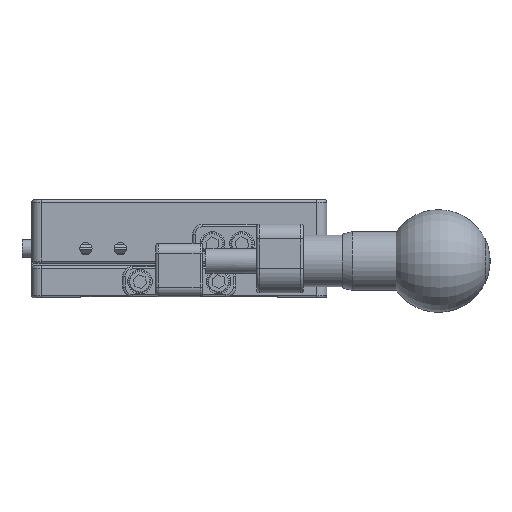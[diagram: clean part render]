
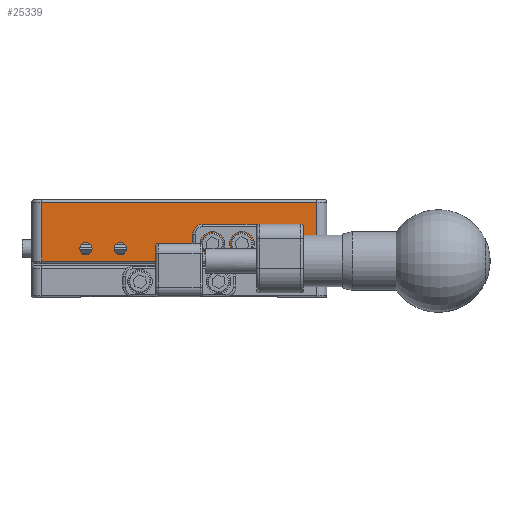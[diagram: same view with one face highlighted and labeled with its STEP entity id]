
A CAD part, left-side view. The second image highlights one B-rep face of the part: STEP entity #25339.
In plain terms, the highlighted planar face has unit normal (-1, 0, 0).
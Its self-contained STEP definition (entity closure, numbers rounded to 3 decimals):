
#11 = EDGE_CURVE ( 'NONE', #19241, #21450, #20669, .T. ) ;
#84 = EDGE_LOOP ( 'NONE', ( #23979 ) ) ;
#708 = DIRECTION ( 'NONE',  ( 0., 0., 1. ) ) ;
#726 = CARTESIAN_POINT ( 'NONE',  ( -30., -28., 7.5 ) ) ;
#770 = LINE ( 'NONE', #22681, #9518 ) ;
#1572 = AXIS2_PLACEMENT_3D ( 'NONE', #26003, #31960, #28980 ) ;
#2398 = CIRCLE ( 'NONE', #35563, 1.25 ) ;
#3793 = DIRECTION ( 'NONE',  ( 0., 0., 1. ) ) ;
#3921 = CARTESIAN_POINT ( 'NONE',  ( -30., 19., 10. ) ) ;
#4843 = CARTESIAN_POINT ( 'NONE',  ( -30., 28., 19.5 ) ) ;
#4988 = VECTOR ( 'NONE', #25545, 1000. ) ;
#5992 = VERTEX_POINT ( 'NONE', #25742 ) ;
#6966 = DIRECTION ( 'NONE',  ( 0., 0., 1. ) ) ;
#7179 = ORIENTED_EDGE ( 'NONE', *, *, #19412, .T. ) ;
#8108 = CARTESIAN_POINT ( 'NONE',  ( -30., -28., 7.5 ) ) ;
#8152 = DIRECTION ( 'NONE',  ( 0., 0., 1. ) ) ;
#8309 = ORIENTED_EDGE ( 'NONE', *, *, #24639, .F. ) ;
#8347 = AXIS2_PLACEMENT_3D ( 'NONE', #29299, #23202, #19966 ) ;
#8410 = EDGE_CURVE ( 'NONE', #29124, #29124, #37189, .T. ) ;
#8537 = CIRCLE ( 'NONE', #23224, 1.25 ) ;
#8674 = CARTESIAN_POINT ( 'NONE',  ( -30., 28., 7. ) ) ;
#8805 = EDGE_CURVE ( 'NONE', #34699, #19241, #16212, .T. ) ;
#9327 = DIRECTION ( 'NONE',  ( -1., 0., 0. ) ) ;
#9518 = VECTOR ( 'NONE', #16624, 1000. ) ;
#10318 = CARTESIAN_POINT ( 'NONE',  ( -30., -28., 19.5 ) ) ;
#10338 = CARTESIAN_POINT ( 'NONE',  ( -30., -23., 10. ) ) ;
#11520 = DIRECTION ( 'NONE',  ( 0., 0., -1. ) ) ;
#11718 = VERTEX_POINT ( 'NONE', #10318 ) ;
#12822 = DIRECTION ( 'NONE',  ( -1., 0., 0. ) ) ;
#12856 = EDGE_CURVE ( 'NONE', #21693, #21693, #23833, .T. ) ;
#13225 = CARTESIAN_POINT ( 'NONE',  ( -30., -16., 11.25 ) ) ;
#13323 = DIRECTION ( 'NONE',  ( -1., 0., 0. ) ) ;
#13616 = CARTESIAN_POINT ( 'NONE',  ( -30., 19., 11.25 ) ) ;
#13661 = FACE_OUTER_BOUND ( 'NONE', #14001, .T. ) ;
#14001 = EDGE_LOOP ( 'NONE', ( #33209, #21557, #7179, #27811 ) ) ;
#15527 = FACE_BOUND ( 'NONE', #29916, .T. ) ;
#15535 = EDGE_CURVE ( 'NONE', #26790, #26790, #2398, .T. ) ;
#16212 = LINE ( 'NONE', #8674, #35706 ) ;
#16438 = FACE_BOUND ( 'NONE', #17331, .T. ) ;
#16605 = VERTEX_POINT ( 'NONE', #17064 ) ;
#16624 = DIRECTION ( 'NONE',  ( 0., 1., 0. ) ) ;
#17051 = DIRECTION ( 'NONE',  ( -1., 0., 0. ) ) ;
#17064 = CARTESIAN_POINT ( 'NONE',  ( -30., -12.75, 12.25 ) ) ;
#17195 = ORIENTED_EDGE ( 'NONE', *, *, #34866, .F. ) ;
#17331 = EDGE_LOOP ( 'NONE', ( #28115 ) ) ;
#17673 = EDGE_LOOP ( 'NONE', ( #32949 ) ) ;
#18426 = AXIS2_PLACEMENT_3D ( 'NONE', #36265, #9327, #708 ) ;
#18532 = EDGE_CURVE ( 'NONE', #11718, #34699, #770, .T. ) ;
#18603 = CARTESIAN_POINT ( 'NONE',  ( -30., -16., 10. ) ) ;
#18703 = CARTESIAN_POINT ( 'NONE',  ( -30., -28., 7. ) ) ;
#18725 = FACE_BOUND ( 'NONE', #17673, .T. ) ;
#19241 = VERTEX_POINT ( 'NONE', #24138 ) ;
#19412 = EDGE_CURVE ( 'NONE', #21450, #11718, #30755, .T. ) ;
#19966 = DIRECTION ( 'NONE',  ( 0., -1., 0. ) ) ;
#20669 = LINE ( 'NONE', #8108, #4988 ) ;
#21450 = VERTEX_POINT ( 'NONE', #726 ) ;
#21502 = FACE_BOUND ( 'NONE', #84, .T. ) ;
#21557 = ORIENTED_EDGE ( 'NONE', *, *, #11, .T. ) ;
#21693 = VERTEX_POINT ( 'NONE', #36791 ) ;
#22681 = CARTESIAN_POINT ( 'NONE',  ( -30., 30., 19.5 ) ) ;
#23202 = DIRECTION ( 'NONE',  ( 1., 0., 0. ) ) ;
#23224 = AXIS2_PLACEMENT_3D ( 'NONE', #25602, #17051, #8152 ) ;
#23808 = FACE_BOUND ( 'NONE', #24632, .T. ) ;
#23833 = CIRCLE ( 'NONE', #29379, 1.25 ) ;
#23979 = ORIENTED_EDGE ( 'NONE', *, *, #31343, .F. ) ;
#24138 = CARTESIAN_POINT ( 'NONE',  ( -30., 28., 7.5 ) ) ;
#24632 = EDGE_LOOP ( 'NONE', ( #17195 ) ) ;
#24639 = EDGE_CURVE ( 'NONE', #5992, #5992, #25611, .T. ) ;
#24795 = DIRECTION ( 'NONE',  ( 0., 0., 1. ) ) ;
#25339 = ADVANCED_FACE ( 'NONE', ( #16438, #15527, #18725, #37331, #23808, #21502, #13661 ), #38146, .F. ) ;
#25511 = ORIENTED_EDGE ( 'NONE', *, *, #8410, .F. ) ;
#25545 = DIRECTION ( 'NONE',  ( 0., -1., 0. ) ) ;
#25602 = CARTESIAN_POINT ( 'NONE',  ( -30., -6.75, 11. ) ) ;
#25611 = CIRCLE ( 'NONE', #18426, 1.25 ) ;
#25742 = CARTESIAN_POINT ( 'NONE',  ( -30., 12., 11.25 ) ) ;
#26003 = CARTESIAN_POINT ( 'NONE',  ( -30., -12.75, 11. ) ) ;
#26790 = VERTEX_POINT ( 'NONE', #13616 ) ;
#26922 = EDGE_LOOP ( 'NONE', ( #25511 ) ) ;
#27811 = ORIENTED_EDGE ( 'NONE', *, *, #18532, .T. ) ;
#28115 = ORIENTED_EDGE ( 'NONE', *, *, #12856, .F. ) ;
#28980 = DIRECTION ( 'NONE',  ( 0., 0., 1. ) ) ;
#29124 = VERTEX_POINT ( 'NONE', #13225 ) ;
#29299 = CARTESIAN_POINT ( 'NONE',  ( -30., 30., 7. ) ) ;
#29379 = AXIS2_PLACEMENT_3D ( 'NONE', #10338, #13323, #24795 ) ;
#29916 = EDGE_LOOP ( 'NONE', ( #8309 ) ) ;
#30182 = AXIS2_PLACEMENT_3D ( 'NONE', #18603, #12822, #3793 ) ;
#30755 = LINE ( 'NONE', #18703, #35881 ) ;
#31343 = EDGE_CURVE ( 'NONE', #38293, #38293, #8537, .T. ) ;
#31426 = CARTESIAN_POINT ( 'NONE',  ( -30., -6.75, 12.25 ) ) ;
#31960 = DIRECTION ( 'NONE',  ( -1., 0., 0. ) ) ;
#32224 = CIRCLE ( 'NONE', #1572, 1.25 ) ;
#32949 = ORIENTED_EDGE ( 'NONE', *, *, #15535, .F. ) ;
#33209 = ORIENTED_EDGE ( 'NONE', *, *, #8805, .T. ) ;
#33383 = DIRECTION ( 'NONE',  ( 0., 0., 1. ) ) ;
#34699 = VERTEX_POINT ( 'NONE', #4843 ) ;
#34866 = EDGE_CURVE ( 'NONE', #16605, #16605, #32224, .T. ) ;
#35563 = AXIS2_PLACEMENT_3D ( 'NONE', #3921, #36511, #33383 ) ;
#35706 = VECTOR ( 'NONE', #11520, 1000. ) ;
#35881 = VECTOR ( 'NONE', #6966, 1000. ) ;
#36265 = CARTESIAN_POINT ( 'NONE',  ( -30., 12., 10. ) ) ;
#36511 = DIRECTION ( 'NONE',  ( -1., 0., 0. ) ) ;
#36791 = CARTESIAN_POINT ( 'NONE',  ( -30., -23., 11.25 ) ) ;
#37189 = CIRCLE ( 'NONE', #30182, 1.25 ) ;
#37331 = FACE_BOUND ( 'NONE', #26922, .T. ) ;
#38146 = PLANE ( 'NONE',  #8347 ) ;
#38293 = VERTEX_POINT ( 'NONE', #31426 ) ;
